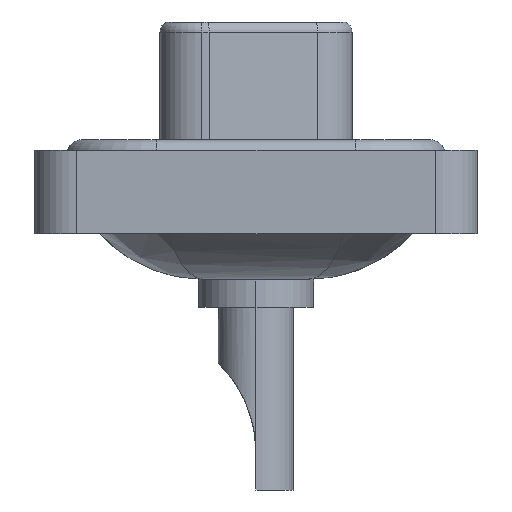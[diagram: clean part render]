
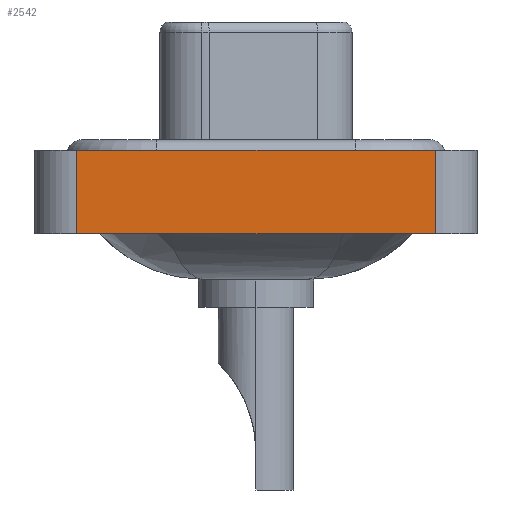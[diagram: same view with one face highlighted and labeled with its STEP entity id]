
A CAD part, left-side view. The second image highlights one B-rep face of the part: STEP entity #2542.
In plain terms, the highlighted planar face has unit normal (-1, 0, 0).
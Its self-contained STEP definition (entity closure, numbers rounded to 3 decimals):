
#326 = VERTEX_POINT ( 'NONE', #11044 ) ;
#731 = CARTESIAN_POINT ( 'NONE',  ( -7.25, -8.55, -3.6 ) ) ;
#804 = VERTEX_POINT ( 'NONE', #7641 ) ;
#960 = CARTESIAN_POINT ( 'NONE',  ( -7.25, 8.55, -3.6 ) ) ;
#995 = EDGE_CURVE ( 'NONE', #7559, #326, #1994, .T. ) ;
#1098 = ORIENTED_EDGE ( 'NONE', *, *, #12682, .T. ) ;
#1994 = LINE ( 'NONE', #731, #13510 ) ;
#2238 = CARTESIAN_POINT ( 'NONE',  ( -7.25, -8.55, -3.6 ) ) ;
#2542 = ADVANCED_FACE ( 'NONE', ( #6952 ), #9376, .T. ) ;
#2652 = CARTESIAN_POINT ( 'NONE',  ( -7.25, -8.55, -3.6 ) ) ;
#2873 = CARTESIAN_POINT ( 'NONE',  ( -7.25, -8.55, 0.4 ) ) ;
#2926 = EDGE_CURVE ( 'NONE', #6949, #804, #12643, .T. ) ;
#3840 = AXIS2_PLACEMENT_3D ( 'NONE', #2238, #7032, #11816 ) ;
#4048 = DIRECTION ( 'NONE',  ( 0., -1., 0. ) ) ;
#5369 = VECTOR ( 'NONE', #15257, 1000. ) ;
#6414 = LINE ( 'NONE', #2652, #14706 ) ;
#6791 = CARTESIAN_POINT ( 'NONE',  ( -7.25, 8.55, -3.6 ) ) ;
#6949 = VERTEX_POINT ( 'NONE', #6791 ) ;
#6952 = FACE_OUTER_BOUND ( 'NONE', #12815, .T. ) ;
#7032 = DIRECTION ( 'NONE',  ( -1., 0., 0. ) ) ;
#7559 = VERTEX_POINT ( 'NONE', #15245 ) ;
#7641 = CARTESIAN_POINT ( 'NONE',  ( -7.25, 8.55, 0.4 ) ) ;
#7852 = EDGE_CURVE ( 'NONE', #804, #326, #14812, .T. ) ;
#8931 = ORIENTED_EDGE ( 'NONE', *, *, #2926, .F. ) ;
#9376 = PLANE ( 'NONE',  #3840 ) ;
#11044 = CARTESIAN_POINT ( 'NONE',  ( -7.25, -8.55, 0.4 ) ) ;
#11342 = VECTOR ( 'NONE', #13710, 1000. ) ;
#11489 = DIRECTION ( 'NONE',  ( 0., 0., 1. ) ) ;
#11816 = DIRECTION ( 'NONE',  ( 0., 0., 1. ) ) ;
#12643 = LINE ( 'NONE', #960, #5369 ) ;
#12682 = EDGE_CURVE ( 'NONE', #6949, #7559, #6414, .T. ) ;
#12815 = EDGE_LOOP ( 'NONE', ( #13095, #13739, #8931, #1098 ) ) ;
#13095 = ORIENTED_EDGE ( 'NONE', *, *, #995, .T. ) ;
#13510 = VECTOR ( 'NONE', #11489, 1000. ) ;
#13710 = DIRECTION ( 'NONE',  ( 0., -1., 0. ) ) ;
#13739 = ORIENTED_EDGE ( 'NONE', *, *, #7852, .F. ) ;
#14706 = VECTOR ( 'NONE', #4048, 1000. ) ;
#14812 = LINE ( 'NONE', #2873, #11342 ) ;
#15245 = CARTESIAN_POINT ( 'NONE',  ( -7.25, -8.55, -3.6 ) ) ;
#15257 = DIRECTION ( 'NONE',  ( 0., 0., 1. ) ) ;
